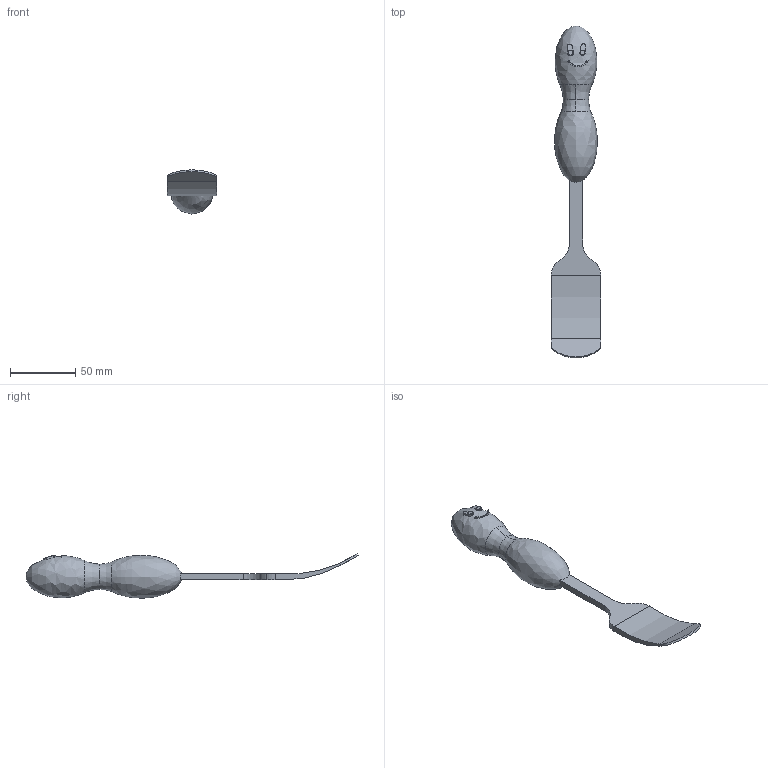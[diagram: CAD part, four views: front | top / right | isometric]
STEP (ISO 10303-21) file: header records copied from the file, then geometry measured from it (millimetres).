
FILE_DESCRIPTION((''),'2;1');
FILE_NAME('Peanut_Handle-D.stp','2013-05-04T20:49:59',('Administrator'),(''),'Autodesk Inventor (tm) 4.0','Autodesk Inventor (tm) 4.0','');
FILE_SCHEMA(('CONFIG_CONTROL_DESIGN'));
Length unit declared in the file: inch
Products named in the file (1): Peanut_Handle-D
Bounding box: 38.1 x 254.76 x 33.92 mm (x, y, z)
Volume: 80707.9 mm3; surface area: 18699.1 mm2
Topology: 1 solids, 1 shells, 55 faces, 150 edges, 100 vertices
Faces by surface type: cylinder 30, plane 16, bspline 9
Entity records: 2532 total; most frequent: CARTESIAN_POINT 1106, ORIENTED_EDGE 298, DIRECTION 255, EDGE_CURVE 149, AXIS2_PLACEMENT_3D 102, VERTEX_POINT 100, EDGE_LOOP 59, FACE_OUTER_BOUND 55
